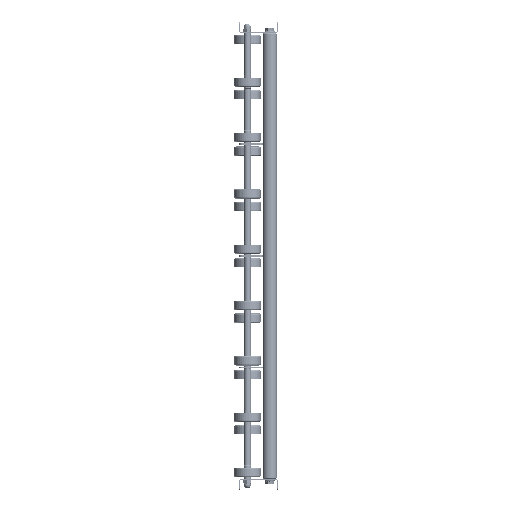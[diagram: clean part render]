
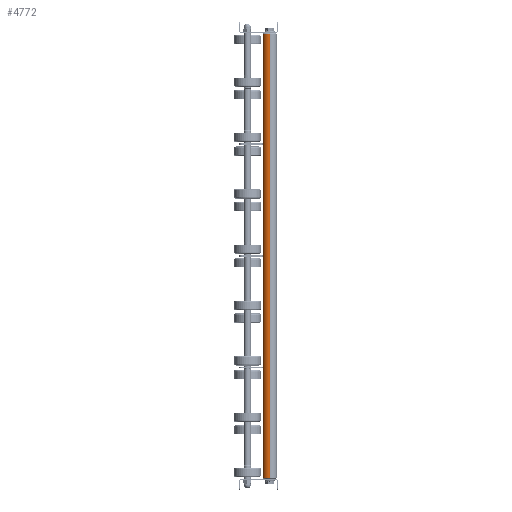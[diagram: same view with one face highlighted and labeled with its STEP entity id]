
A CAD part, left-side view. The second image highlights one B-rep face of the part: STEP entity #4772.
In plain terms, the highlighted cylindrical face has radius 12.5 mm (diameter 25 mm), a partial arc.
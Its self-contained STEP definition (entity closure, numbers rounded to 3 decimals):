
#1309 = FACE_OUTER_BOUND ( 'NONE', #26434, .T. ) ;
#2572 = VERTEX_POINT ( 'NONE', #13114 ) ;
#3807 = DIRECTION ( 'NONE',  ( -1., 0., 0. ) ) ;
#4086 = DIRECTION ( 'NONE',  ( 1., 0., 0. ) ) ;
#4421 = CARTESIAN_POINT ( 'NONE',  ( 800., 0., -12.5 ) ) ;
#4772 = ADVANCED_FACE ( 'NONE', ( #1309 ), #10801, .T. ) ;
#6738 = CIRCLE ( 'NONE', #13675, 12.5 ) ;
#7556 = AXIS2_PLACEMENT_3D ( 'NONE', #20263, #17927, #25702 ) ;
#7988 = LINE ( 'NONE', #17742, #16185 ) ;
#8527 = EDGE_CURVE ( 'NONE', #20243, #19861, #14422, .T. ) ;
#8841 = ORIENTED_EDGE ( 'NONE', *, *, #25116, .T. ) ;
#9701 = VECTOR ( 'NONE', #3807, 1000. ) ;
#10481 = DIRECTION ( 'NONE',  ( -1., 0., 0. ) ) ;
#10801 = CYLINDRICAL_SURFACE ( 'NONE', #7556, 12.5 ) ;
#10940 = CARTESIAN_POINT ( 'NONE',  ( 1., 0., 0. ) ) ;
#11792 = CARTESIAN_POINT ( 'NONE',  ( 1., 0., 12.5 ) ) ;
#11991 = DIRECTION ( 'NONE',  ( 0., 0., -1. ) ) ;
#13114 = CARTESIAN_POINT ( 'NONE',  ( 1., 0., -12.5 ) ) ;
#13675 = AXIS2_PLACEMENT_3D ( 'NONE', #10940, #4086, #29698 ) ;
#14273 = VERTEX_POINT ( 'NONE', #11792 ) ;
#14422 = CIRCLE ( 'NONE', #16901, 12.5 ) ;
#14703 = EDGE_CURVE ( 'NONE', #20243, #14273, #7988, .T. ) ;
#16033 = CARTESIAN_POINT ( 'NONE',  ( 799., 0., 12.5 ) ) ;
#16185 = VECTOR ( 'NONE', #10481, 1000. ) ;
#16901 = AXIS2_PLACEMENT_3D ( 'NONE', #19264, #19427, #11991 ) ;
#17742 = CARTESIAN_POINT ( 'NONE',  ( 800., 0., 12.5 ) ) ;
#17927 = DIRECTION ( 'NONE',  ( -1., 0., 0. ) ) ;
#19264 = CARTESIAN_POINT ( 'NONE',  ( 799., 0., 0. ) ) ;
#19427 = DIRECTION ( 'NONE',  ( -1., 0., 0. ) ) ;
#19861 = VERTEX_POINT ( 'NONE', #23538 ) ;
#20243 = VERTEX_POINT ( 'NONE', #16033 ) ;
#20263 = CARTESIAN_POINT ( 'NONE',  ( 800., 0., 0. ) ) ;
#22171 = ORIENTED_EDGE ( 'NONE', *, *, #14703, .F. ) ;
#23538 = CARTESIAN_POINT ( 'NONE',  ( 799., 0., -12.5 ) ) ;
#24620 = EDGE_CURVE ( 'NONE', #19861, #2572, #25426, .T. ) ;
#25000 = ORIENTED_EDGE ( 'NONE', *, *, #8527, .T. ) ;
#25116 = EDGE_CURVE ( 'NONE', #2572, #14273, #6738, .T. ) ;
#25426 = LINE ( 'NONE', #4421, #9701 ) ;
#25702 = DIRECTION ( 'NONE',  ( 0., 0., 1. ) ) ;
#26434 = EDGE_LOOP ( 'NONE', ( #25000, #28466, #8841, #22171 ) ) ;
#28466 = ORIENTED_EDGE ( 'NONE', *, *, #24620, .T. ) ;
#29698 = DIRECTION ( 'NONE',  ( 0., 0., -1. ) ) ;
